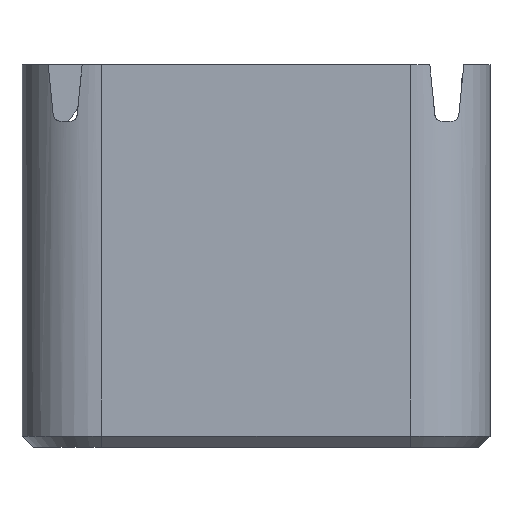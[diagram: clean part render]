
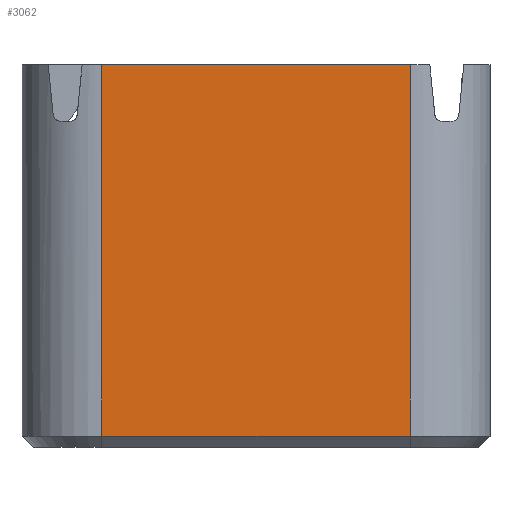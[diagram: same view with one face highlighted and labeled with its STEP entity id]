
A CAD part, left-side view. The second image highlights one B-rep face of the part: STEP entity #3062.
In plain terms, the highlighted planar face has unit normal (-1, 0, 0).
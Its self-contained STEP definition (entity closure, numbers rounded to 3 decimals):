
#100 = PLANE('',#101);
#101 = AXIS2_PLACEMENT_3D('',#102,#103,#104);
#102 = CARTESIAN_POINT('',(0.,0.,33.7));
#103 = DIRECTION('',(0.,0.,1.));
#104 = DIRECTION('',(1.,0.,0.));
#128 = CYLINDRICAL_SURFACE('',#129,7.);
#129 = AXIS2_PLACEMENT_3D('',#130,#131,#132);
#130 = CARTESIAN_POINT('',(7.,34.2,33.7));
#131 = DIRECTION('',(0.,0.,-1.));
#132 = DIRECTION('',(-1.,-0.,-0.));
#1040 = VERTEX_POINT('',#1041);
#1041 = CARTESIAN_POINT('',(0.,34.2,1.));
#1063 = EDGE_CURVE('',#1064,#1040,#1066,.T.);
#1064 = VERTEX_POINT('',#1065);
#1065 = CARTESIAN_POINT('',(0.,34.2,33.7));
#1066 = SURFACE_CURVE('',#1067,(#1071,#1078),.PCURVE_S1.);
#1067 = LINE('',#1068,#1069);
#1068 = CARTESIAN_POINT('',(0.,34.2,33.7));
#1069 = VECTOR('',#1070,1.);
#1070 = DIRECTION('',(0.,0.,-1.));
#1071 = PCURVE('',#128,#1072);
#1072 = DEFINITIONAL_REPRESENTATION('',(#1073),#1077);
#1073 = LINE('',#1074,#1075);
#1074 = CARTESIAN_POINT('',(0.,0.));
#1075 = VECTOR('',#1076,1.);
#1076 = DIRECTION('',(0.,1.));
#1077 = ( GEOMETRIC_REPRESENTATION_CONTEXT(2) 
PARAMETRIC_REPRESENTATION_CONTEXT() REPRESENTATION_CONTEXT('2D SPACE',''
  ) );
#1078 = PCURVE('',#1079,#1084);
#1079 = PLANE('',#1080);
#1080 = AXIS2_PLACEMENT_3D('',#1081,#1082,#1083);
#1081 = CARTESIAN_POINT('',(0.,0.,0.));
#1082 = DIRECTION('',(1.,0.,0.));
#1083 = DIRECTION('',(0.,0.,1.));
#1084 = DEFINITIONAL_REPRESENTATION('',(#1085),#1089);
#1085 = LINE('',#1086,#1087);
#1086 = CARTESIAN_POINT('',(33.7,-34.2));
#1087 = VECTOR('',#1088,1.);
#1088 = DIRECTION('',(-1.,0.));
#1089 = ( GEOMETRIC_REPRESENTATION_CONTEXT(2) 
PARAMETRIC_REPRESENTATION_CONTEXT() REPRESENTATION_CONTEXT('2D SPACE',''
  ) );
#1713 = EDGE_CURVE('',#1064,#1714,#1716,.T.);
#1714 = VERTEX_POINT('',#1715);
#1715 = CARTESIAN_POINT('',(0.,7.,33.7));
#1716 = SURFACE_CURVE('',#1717,(#1721,#1728),.PCURVE_S1.);
#1717 = LINE('',#1718,#1719);
#1718 = CARTESIAN_POINT('',(0.,41.2,33.7));
#1719 = VECTOR('',#1720,1.);
#1720 = DIRECTION('',(0.,-1.,0.));
#1721 = PCURVE('',#100,#1722);
#1722 = DEFINITIONAL_REPRESENTATION('',(#1723),#1727);
#1723 = LINE('',#1724,#1725);
#1724 = CARTESIAN_POINT('',(0.,41.2));
#1725 = VECTOR('',#1726,1.);
#1726 = DIRECTION('',(0.,-1.));
#1727 = ( GEOMETRIC_REPRESENTATION_CONTEXT(2) 
PARAMETRIC_REPRESENTATION_CONTEXT() REPRESENTATION_CONTEXT('2D SPACE',''
  ) );
#1728 = PCURVE('',#1079,#1729);
#1729 = DEFINITIONAL_REPRESENTATION('',(#1730),#1734);
#1730 = LINE('',#1731,#1732);
#1731 = CARTESIAN_POINT('',(33.7,-41.2));
#1732 = VECTOR('',#1733,1.);
#1733 = DIRECTION('',(0.,1.));
#1734 = ( GEOMETRIC_REPRESENTATION_CONTEXT(2) 
PARAMETRIC_REPRESENTATION_CONTEXT() REPRESENTATION_CONTEXT('2D SPACE',''
  ) );
#1751 = CYLINDRICAL_SURFACE('',#1752,7.);
#1752 = AXIS2_PLACEMENT_3D('',#1753,#1754,#1755);
#1753 = CARTESIAN_POINT('',(7.,7.,0.));
#1754 = DIRECTION('',(0.,0.,1.));
#1755 = DIRECTION('',(-1.,0.,0.));
#2098 = PLANE('',#2099);
#2099 = AXIS2_PLACEMENT_3D('',#2100,#2101,#2102);
#2100 = CARTESIAN_POINT('',(0.5,7.,0.5));
#2101 = DIRECTION('',(-0.707,0.,-0.707));
#2102 = DIRECTION('',(0.,1.,0.));
#3062 = ADVANCED_FACE('',(#3063),#1079,.F.);
#3063 = FACE_BOUND('',#3064,.F.);
#3064 = EDGE_LOOP('',(#3065,#3066,#3067,#3090));
#3065 = ORIENTED_EDGE('',*,*,#1063,.F.);
#3066 = ORIENTED_EDGE('',*,*,#1713,.T.);
#3067 = ORIENTED_EDGE('',*,*,#3068,.F.);
#3068 = EDGE_CURVE('',#3069,#1714,#3071,.T.);
#3069 = VERTEX_POINT('',#3070);
#3070 = CARTESIAN_POINT('',(0.,7.,1.));
#3071 = SURFACE_CURVE('',#3072,(#3076,#3083),.PCURVE_S1.);
#3072 = LINE('',#3073,#3074);
#3073 = CARTESIAN_POINT('',(0.,7.,0.));
#3074 = VECTOR('',#3075,1.);
#3075 = DIRECTION('',(0.,0.,1.));
#3076 = PCURVE('',#1079,#3077);
#3077 = DEFINITIONAL_REPRESENTATION('',(#3078),#3082);
#3078 = LINE('',#3079,#3080);
#3079 = CARTESIAN_POINT('',(0.,-7.));
#3080 = VECTOR('',#3081,1.);
#3081 = DIRECTION('',(1.,0.));
#3082 = ( GEOMETRIC_REPRESENTATION_CONTEXT(2) 
PARAMETRIC_REPRESENTATION_CONTEXT() REPRESENTATION_CONTEXT('2D SPACE',''
  ) );
#3083 = PCURVE('',#1751,#3084);
#3084 = DEFINITIONAL_REPRESENTATION('',(#3085),#3089);
#3085 = LINE('',#3086,#3087);
#3086 = CARTESIAN_POINT('',(0.,0.));
#3087 = VECTOR('',#3088,1.);
#3088 = DIRECTION('',(0.,1.));
#3089 = ( GEOMETRIC_REPRESENTATION_CONTEXT(2) 
PARAMETRIC_REPRESENTATION_CONTEXT() REPRESENTATION_CONTEXT('2D SPACE',''
  ) );
#3090 = ORIENTED_EDGE('',*,*,#3091,.T.);
#3091 = EDGE_CURVE('',#3069,#1040,#3092,.T.);
#3092 = SURFACE_CURVE('',#3093,(#3097,#3104),.PCURVE_S1.);
#3093 = LINE('',#3094,#3095);
#3094 = CARTESIAN_POINT('',(0.,7.,1.));
#3095 = VECTOR('',#3096,1.);
#3096 = DIRECTION('',(0.,1.,0.));
#3097 = PCURVE('',#1079,#3098);
#3098 = DEFINITIONAL_REPRESENTATION('',(#3099),#3103);
#3099 = LINE('',#3100,#3101);
#3100 = CARTESIAN_POINT('',(1.,-7.));
#3101 = VECTOR('',#3102,1.);
#3102 = DIRECTION('',(0.,-1.));
#3103 = ( GEOMETRIC_REPRESENTATION_CONTEXT(2) 
PARAMETRIC_REPRESENTATION_CONTEXT() REPRESENTATION_CONTEXT('2D SPACE',''
  ) );
#3104 = PCURVE('',#2098,#3105);
#3105 = DEFINITIONAL_REPRESENTATION('',(#3106),#3110);
#3106 = LINE('',#3107,#3108);
#3107 = CARTESIAN_POINT('',(0.,-0.707));
#3108 = VECTOR('',#3109,1.);
#3109 = DIRECTION('',(1.,0.));
#3110 = ( GEOMETRIC_REPRESENTATION_CONTEXT(2) 
PARAMETRIC_REPRESENTATION_CONTEXT() REPRESENTATION_CONTEXT('2D SPACE',''
  ) );
